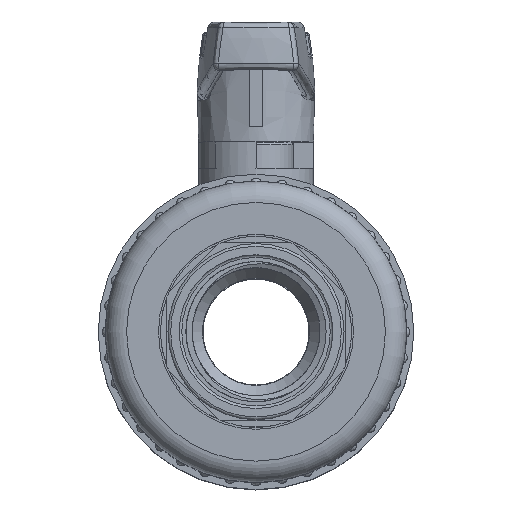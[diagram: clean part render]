
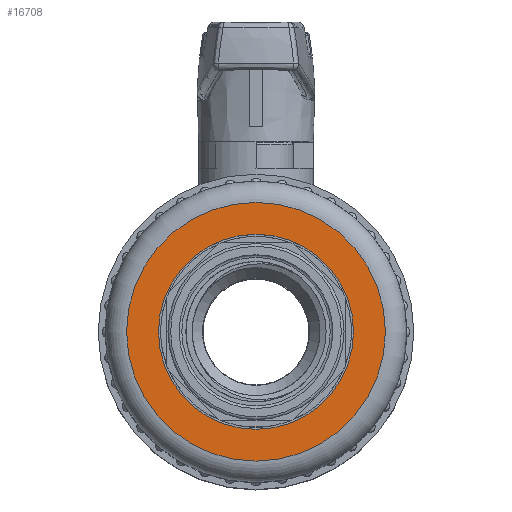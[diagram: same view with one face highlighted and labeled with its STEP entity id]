
A CAD part, top view. The second image highlights one B-rep face of the part: STEP entity #16708.
In plain terms, the highlighted planar face has unit normal (0, 0, 1).
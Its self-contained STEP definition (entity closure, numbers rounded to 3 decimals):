
#1134=FACE_BOUND('',#2811,.T.);
#1789=FACE_OUTER_BOUND('',#2810,.T.);
#2810=EDGE_LOOP('',(#12536));
#2811=EDGE_LOOP('',(#12537));
#3908=CIRCLE('',#18011,18.4);
#3909=CIRCLE('',#18014,24.4);
#7183=VERTEX_POINT('',#35495);
#7184=VERTEX_POINT('',#35500);
#9183=EDGE_CURVE('',#7183,#7183,#3908,.T.);
#9184=EDGE_CURVE('',#7184,#7184,#3909,.T.);
#12536=ORIENTED_EDGE('',*,*,#9184,.T.);
#12537=ORIENTED_EDGE('',*,*,#9183,.F.);
#16151=PLANE('',#18013);
#16708=ADVANCED_FACE('',(#1789,#1134),#16151,.T.);
#18011=AXIS2_PLACEMENT_3D('',#35497,#20509,#20510);
#18013=AXIS2_PLACEMENT_3D('',#35499,#20513,#20514);
#18014=AXIS2_PLACEMENT_3D('',#35501,#20515,#20516);
#20509=DIRECTION('center_axis',(0.,0.,1.));
#20510=DIRECTION('ref_axis',(0.,-1.,0.));
#20513=DIRECTION('center_axis',(0.,0.,1.));
#20514=DIRECTION('ref_axis',(0.,1.,0.));
#20515=DIRECTION('center_axis',(0.,0.,1.));
#20516=DIRECTION('ref_axis',(0.,-1.,0.));
#35495=CARTESIAN_POINT('',(0.,-18.4,-76.5));
#35497=CARTESIAN_POINT('Origin',(0.,0.,-76.5));
#35499=CARTESIAN_POINT('Origin',(0.,0.,-76.5));
#35500=CARTESIAN_POINT('',(0.,-24.4,-76.5));
#35501=CARTESIAN_POINT('Origin',(0.,0.,-76.5));
